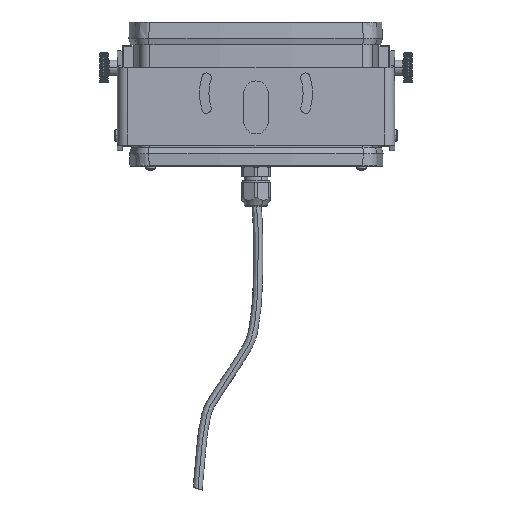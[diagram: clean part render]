
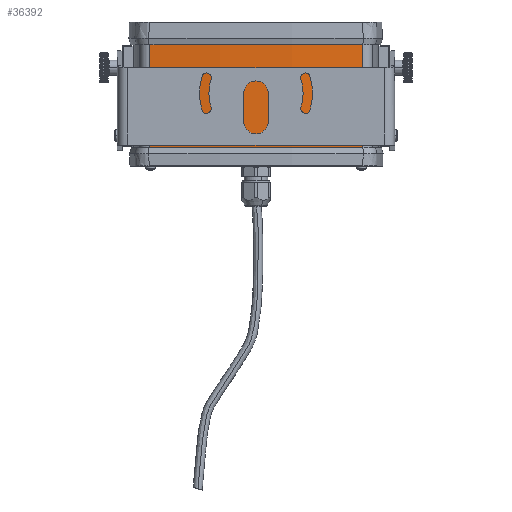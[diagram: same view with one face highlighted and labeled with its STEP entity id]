
A CAD part, front view. The second image highlights one B-rep face of the part: STEP entity #36392.
In plain terms, the highlighted cylindrical face has radius 500 mm (diameter 1000 mm), a partial arc.
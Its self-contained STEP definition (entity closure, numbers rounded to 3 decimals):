
#1301 = DIRECTION ( 'NONE',  ( 0., -1., 0. ) ) ;
#3216 = VERTEX_POINT ( 'NONE', #34738 ) ;
#3347 = ORIENTED_EDGE ( 'NONE', *, *, #52612, .T. ) ;
#5228 = VERTEX_POINT ( 'NONE', #34585 ) ;
#9842 = DIRECTION ( 'NONE',  ( -1., 0., 0. ) ) ;
#11204 = DIRECTION ( 'NONE',  ( 0., 0., 1. ) ) ;
#12252 = LINE ( 'NONE', #42613, #50391 ) ;
#13009 = LINE ( 'NONE', #63646, #54386 ) ;
#15630 = VERTEX_POINT ( 'NONE', #46362 ) ;
#18846 = ORIENTED_EDGE ( 'NONE', *, *, #43270, .F. ) ;
#19139 = ORIENTED_EDGE ( 'NONE', *, *, #59403, .T. ) ;
#22759 = CARTESIAN_POINT ( 'NONE',  ( 56.686, 19.61, -22.161 ) ) ;
#25741 = AXIS2_PLACEMENT_3D ( 'NONE', #42311, #11204, #47515 ) ;
#27147 = DIRECTION ( 'NONE',  ( 0., 0., -1. ) ) ;
#27746 = CIRCLE ( 'NONE', #25741, 500. ) ;
#32420 = DIRECTION ( 'NONE',  ( 0., 0., -1. ) ) ;
#34585 = CARTESIAN_POINT ( 'NONE',  ( -56.642, 19.61, -22.161 ) ) ;
#34738 = CARTESIAN_POINT ( 'NONE',  ( 56.686, 19.61, 32.439 ) ) ;
#36392 = ADVANCED_FACE ( 'NONE', ( #40277 ), #61291, .T. ) ;
#40277 = FACE_OUTER_BOUND ( 'NONE', #65790, .T. ) ;
#41107 = VERTEX_POINT ( 'NONE', #22759 ) ;
#42311 = CARTESIAN_POINT ( 'NONE',  ( 0.022, 516.389, -22.161 ) ) ;
#42613 = CARTESIAN_POINT ( 'NONE',  ( 56.686, 19.61, 37.639 ) ) ;
#43270 = EDGE_CURVE ( 'NONE', #3216, #41107, #12252, .T. ) ;
#43448 = CIRCLE ( 'NONE', #52197, 500. ) ;
#46362 = CARTESIAN_POINT ( 'NONE',  ( -56.642, 19.61, 32.439 ) ) ;
#47515 = DIRECTION ( 'NONE',  ( -1., 0., 0. ) ) ;
#48223 = DIRECTION ( 'NONE',  ( 0., 0., -1. ) ) ;
#48380 = AXIS2_PLACEMENT_3D ( 'NONE', #56114, #51141, #9842 ) ;
#50391 = VECTOR ( 'NONE', #27147, 1000. ) ;
#51141 = DIRECTION ( 'NONE',  ( 0., 0., -1. ) ) ;
#52197 = AXIS2_PLACEMENT_3D ( 'NONE', #63478, #32420, #1301 ) ;
#52612 = EDGE_CURVE ( 'NONE', #15630, #5228, #13009, .T. ) ;
#54386 = VECTOR ( 'NONE', #48223, 1000. ) ;
#54937 = ORIENTED_EDGE ( 'NONE', *, *, #60293, .T. ) ;
#56114 = CARTESIAN_POINT ( 'NONE',  ( 0.022, 516.389, 37.639 ) ) ;
#59403 = EDGE_CURVE ( 'NONE', #3216, #15630, #43448, .T. ) ;
#60293 = EDGE_CURVE ( 'NONE', #5228, #41107, #27746, .T. ) ;
#61291 = CYLINDRICAL_SURFACE ( 'NONE', #48380, 500. ) ;
#63478 = CARTESIAN_POINT ( 'NONE',  ( 0.022, 516.389, 32.439 ) ) ;
#63646 = CARTESIAN_POINT ( 'NONE',  ( -56.642, 19.61, 37.639 ) ) ;
#65790 = EDGE_LOOP ( 'NONE', ( #18846, #19139, #3347, #54937 ) ) ;
